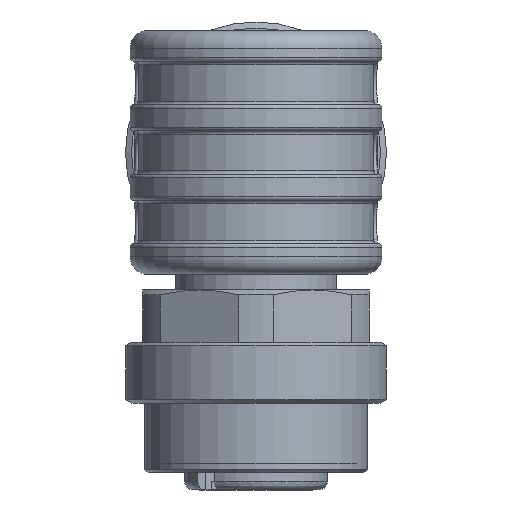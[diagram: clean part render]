
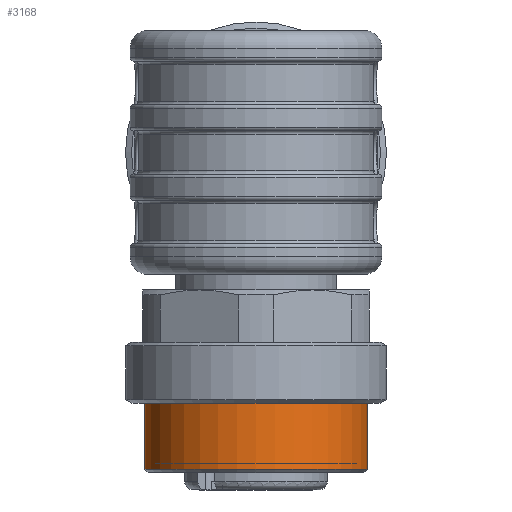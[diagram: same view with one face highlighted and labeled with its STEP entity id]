
A CAD part, left-side view. The second image highlights one B-rep face of the part: STEP entity #3168.
In plain terms, the highlighted cylindrical face has radius 6.4 mm (diameter 12.8 mm), a full revolution.
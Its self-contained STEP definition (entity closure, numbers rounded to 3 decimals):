
#3168=ADVANCED_FACE('',(#3653,#3654),#3489,.T.);
#3489=CYLINDRICAL_SURFACE('',#10969,6.4);
#3653=FACE_BOUND('',#4239,.T.);
#3654=FACE_BOUND('',#4240,.T.);
#4239=EDGE_LOOP('',(#6517));
#4240=EDGE_LOOP('',(#6518));
#6517=ORIENTED_EDGE('',*,*,#9250,.T.);
#6518=ORIENTED_EDGE('',*,*,#9251,.T.);
#7949=VERTEX_POINT('',#18501);
#7950=VERTEX_POINT('',#18503);
#9250=EDGE_CURVE('',#7949,#7949,#10055,.T.);
#9251=EDGE_CURVE('',#7950,#7950,#10056,.T.);
#10055=CIRCLE('',#10967,6.4);
#10056=CIRCLE('',#10968,6.4);
#10967=AXIS2_PLACEMENT_3D('',#18500,#13314,#13315);
#10968=AXIS2_PLACEMENT_3D('',#18502,#13316,#13317);
#10969=AXIS2_PLACEMENT_3D('',#18504,#13318,#13319);
#13314=DIRECTION('',(0.,0.,1.));
#13315=DIRECTION('',(1.,0.,0.));
#13316=DIRECTION('',(0.,0.,-1.));
#13317=DIRECTION('',(0.,1.,0.));
#13318=DIRECTION('',(0.,0.,-1.));
#13319=DIRECTION('',(0.,1.,0.));
#18500=CARTESIAN_POINT('',(60.,60.,-18.2));
#18501=CARTESIAN_POINT('',(66.4,60.,-18.2));
#18502=CARTESIAN_POINT('',(60.,60.,-14.4));
#18503=CARTESIAN_POINT('',(60.,66.4,-14.4));
#18504=CARTESIAN_POINT('',(60.,60.,-18.4));
